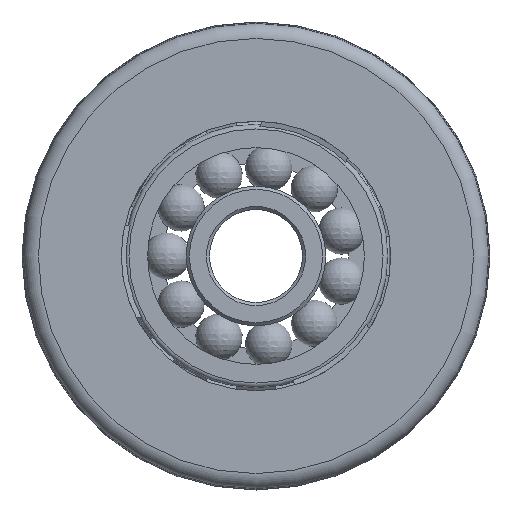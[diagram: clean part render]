
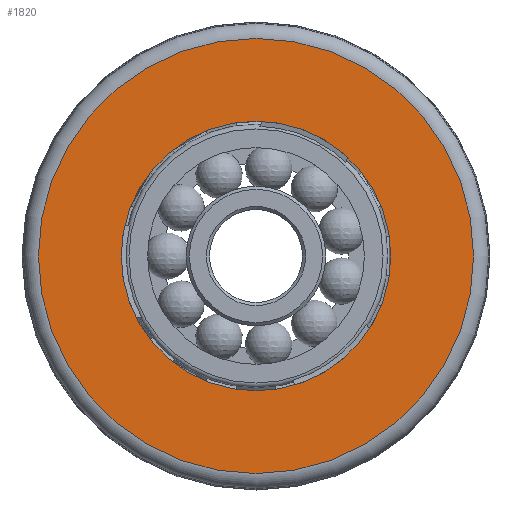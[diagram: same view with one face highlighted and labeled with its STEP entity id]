
A CAD part, left-side view. The second image highlights one B-rep face of the part: STEP entity #1820.
In plain terms, the highlighted planar face has unit normal (-1, 0, 0).
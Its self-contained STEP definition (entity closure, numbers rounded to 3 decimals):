
#350=FACE_BOUND('',#708,.T.);
#405=PLANE('',#2059);
#556=FACE_OUTER_BOUND('',#707,.T.);
#707=EDGE_LOOP('',(#1114));
#708=EDGE_LOOP('',(#1115));
#1114=ORIENTED_EDGE('',*,*,#1405,.F.);
#1115=ORIENTED_EDGE('',*,*,#1406,.T.);
#1405=EDGE_CURVE('',#1582,#1582,#1688,.T.);
#1406=EDGE_CURVE('',#1583,#1583,#1689,.T.);
#1582=VERTEX_POINT('',#3172);
#1583=VERTEX_POINT('',#3175);
#1688=CIRCLE('',#2058,14.045);
#1689=CIRCLE('',#2060,8.7);
#1820=ADVANCED_FACE('',(#556,#350),#405,.T.);
#2058=AXIS2_PLACEMENT_3D('',#3173,#2615,#2616);
#2059=AXIS2_PLACEMENT_3D('',#3174,#2617,#2618);
#2060=AXIS2_PLACEMENT_3D('',#3176,#2619,#2620);
#2615=DIRECTION('center_axis',(1.,0.,0.));
#2616=DIRECTION('ref_axis',(0.,0.,1.));
#2617=DIRECTION('center_axis',(-1.,0.,0.));
#2618=DIRECTION('ref_axis',(0.,0.,1.));
#2619=DIRECTION('center_axis',(1.,0.,0.));
#2620=DIRECTION('ref_axis',(0.,0.,-1.));
#3172=CARTESIAN_POINT('',(-5.226,0.,-14.045));
#3173=CARTESIAN_POINT('Origin',(-5.226,0.,0.));
#3174=CARTESIAN_POINT('Origin',(-5.226,0.,-14.812));
#3175=CARTESIAN_POINT('',(-5.226,0.,-8.7));
#3176=CARTESIAN_POINT('Origin',(-5.226,0.,0.));
